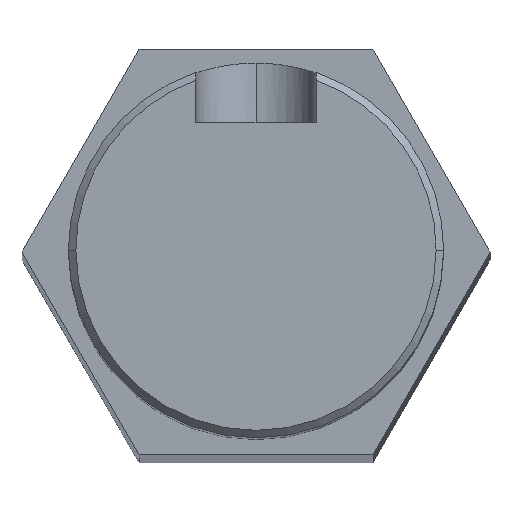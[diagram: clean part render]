
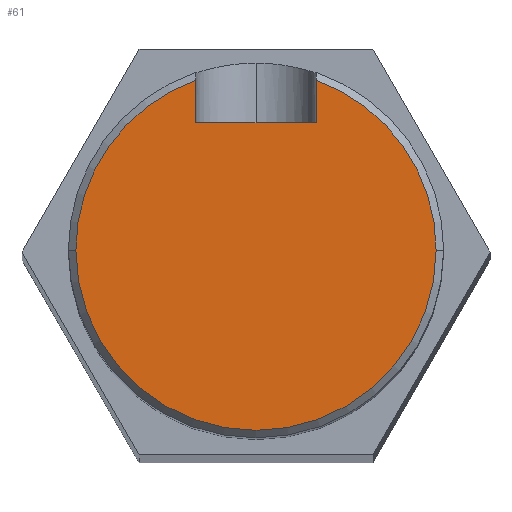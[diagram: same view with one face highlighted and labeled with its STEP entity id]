
A CAD part, top view. The second image highlights one B-rep face of the part: STEP entity #61.
In plain terms, the highlighted planar face has unit normal (0, 0, 1).
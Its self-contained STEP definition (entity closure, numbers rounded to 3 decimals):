
#19 = ORIENTED_EDGE ( 'NONE', *, *, #74, .T. ) ;
#22 = EDGE_CURVE ( 'NONE', #689, #331, #281, .T. ) ;
#27 = VERTEX_POINT ( 'NONE', #344 ) ;
#31 = EDGE_CURVE ( 'NONE', #78, #27, #365, .T. ) ;
#43 = EDGE_CURVE ( 'NONE', #331, #683, #418, .T. ) ;
#50 = EDGE_CURVE ( 'NONE', #683, #421, #462, .T. ) ;
#61 = ADVANCED_FACE ( 'NONE', ( #526 ), #529, .T. ) ;
#65 = ORIENTED_EDGE ( 'NONE', *, *, #31, .F. ) ;
#74 = EDGE_CURVE ( 'NONE', #421, #27, #601, .T. ) ;
#78 = VERTEX_POINT ( 'NONE', #618 ) ;
#104 = ORIENTED_EDGE ( 'NONE', *, *, #50, .T. ) ;
#220 = CARTESIAN_POINT ( 'NONE',  ( -12., 0., 221.5 ) ) ;
#257 = CARTESIAN_POINT ( 'NONE',  ( 4., 11.314, 221.5 ) ) ;
#277 = LINE ( 'NONE', #278, #279 ) ;
#278 = CARTESIAN_POINT ( 'NONE',  ( -4., 13.5, 221.5 ) ) ;
#279 = VECTOR ( 'NONE', #280, 1000. ) ;
#280 = DIRECTION ( 'NONE',  ( 0., -1., 0. ) ) ;
#281 = CIRCLE ( 'NONE', #282, 12. ) ;
#282 = AXIS2_PLACEMENT_3D ( 'NONE', #283, #284, #285 ) ;
#283 = CARTESIAN_POINT ( 'NONE',  ( 0., 0., 221.5 ) ) ;
#284 = DIRECTION ( 'NONE',  ( 0., 0., 1. ) ) ;
#285 = DIRECTION ( 'NONE',  ( 1., 0., 0. ) ) ;
#331 = VERTEX_POINT ( 'NONE', #220 ) ;
#344 = CARTESIAN_POINT ( 'NONE',  ( 4., 8.5, 221.5 ) ) ;
#365 = LINE ( 'NONE', #366, #367 ) ;
#366 = CARTESIAN_POINT ( 'NONE',  ( 4., 8.5, 221.5 ) ) ;
#367 = VECTOR ( 'NONE', #368, 1000. ) ;
#368 = DIRECTION ( 'NONE',  ( 1., 0., 0. ) ) ;
#418 = CIRCLE ( 'NONE', #419, 12. ) ;
#419 = AXIS2_PLACEMENT_3D ( 'NONE', #420, #422, #423 ) ;
#420 = CARTESIAN_POINT ( 'NONE',  ( 0., 0., 221.5 ) ) ;
#421 = VERTEX_POINT ( 'NONE', #257 ) ;
#422 = DIRECTION ( 'NONE',  ( 0., 0., 1. ) ) ;
#423 = DIRECTION ( 'NONE',  ( 1., 0., 0. ) ) ;
#462 = CIRCLE ( 'NONE', #463, 12. ) ;
#463 = AXIS2_PLACEMENT_3D ( 'NONE', #464, #465, #466 ) ;
#464 = CARTESIAN_POINT ( 'NONE',  ( 0., 0., 221.5 ) ) ;
#465 = DIRECTION ( 'NONE',  ( 0., 0., 1. ) ) ;
#466 = DIRECTION ( 'NONE',  ( 1., 0., 0. ) ) ;
#526 = FACE_OUTER_BOUND ( 'NONE', #695, .T. ) ;
#529 = PLANE ( 'NONE',  #530 ) ;
#530 = AXIS2_PLACEMENT_3D ( 'NONE', #531, #532, #533 ) ;
#531 = CARTESIAN_POINT ( 'NONE',  ( 0., 0., 221.5 ) ) ;
#532 = DIRECTION ( 'NONE',  ( 0., 0., 1. ) ) ;
#533 = DIRECTION ( 'NONE',  ( 1., 0., 0. ) ) ;
#546 = CARTESIAN_POINT ( 'NONE',  ( 12., 0., 221.5 ) ) ;
#592 = CARTESIAN_POINT ( 'NONE',  ( -4., 11.314, 221.5 ) ) ;
#597 = ORIENTED_EDGE ( 'NONE', *, *, #22, .T. ) ;
#601 = LINE ( 'NONE', #602, #603 ) ;
#602 = CARTESIAN_POINT ( 'NONE',  ( 4., 13.5, 221.5 ) ) ;
#603 = VECTOR ( 'NONE', #604, 1000. ) ;
#604 = DIRECTION ( 'NONE',  ( 0., -1., 0. ) ) ;
#618 = CARTESIAN_POINT ( 'NONE',  ( -4., 8.5, 221.5 ) ) ;
#683 = VERTEX_POINT ( 'NONE', #546 ) ;
#689 = VERTEX_POINT ( 'NONE', #592 ) ;
#695 = EDGE_LOOP ( 'NONE', ( #597, #747, #104, #19, #65, #704 ) ) ;
#704 = ORIENTED_EDGE ( 'NONE', *, *, #706, .F. ) ;
#706 = EDGE_CURVE ( 'NONE', #689, #78, #277, .T. ) ;
#747 = ORIENTED_EDGE ( 'NONE', *, *, #43, .T. ) ;
